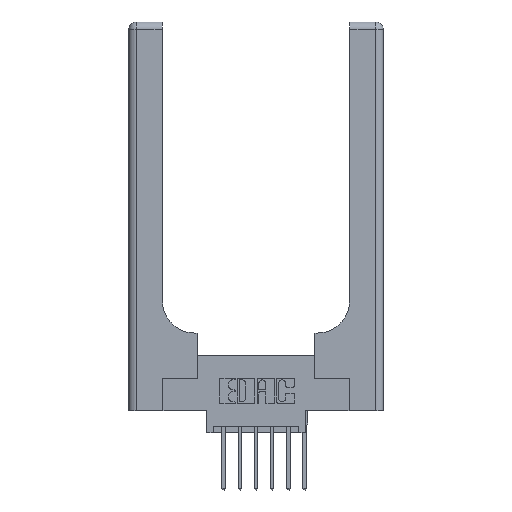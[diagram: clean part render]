
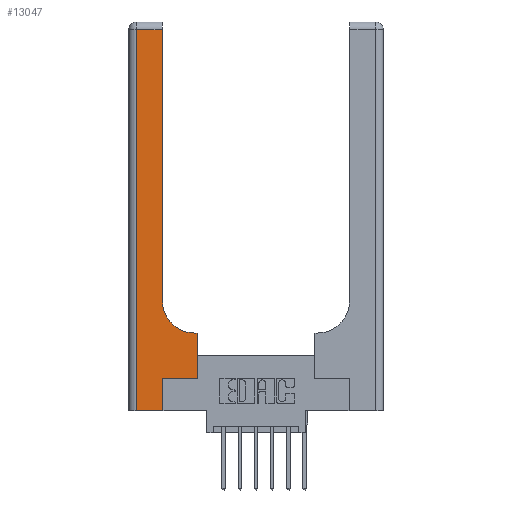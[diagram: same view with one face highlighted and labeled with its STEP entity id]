
A CAD part, top view. The second image highlights one B-rep face of the part: STEP entity #13047.
In plain terms, the highlighted planar face has unit normal (0, 0, 1).
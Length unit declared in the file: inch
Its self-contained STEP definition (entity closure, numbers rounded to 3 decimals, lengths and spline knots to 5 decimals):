
#275 = CARTESIAN_POINT ( 'NONE',  ( 0.26, 2.94, 0.37 ) ) ;
#395 = LINE ( 'NONE', #7738, #2455 ) ;
#618 = LINE ( 'NONE', #8230, #3416 ) ;
#939 = AXIS2_PLACEMENT_3D ( 'NONE', #7285, #11625, #6211 ) ;
#1537 = CARTESIAN_POINT ( 'NONE',  ( 0.26, 3., 0.37 ) ) ;
#1613 = DIRECTION ( 'NONE',  ( -1., 0., 0. ) ) ;
#1848 = EDGE_CURVE ( 'NONE', #4923, #13979, #4470, .T. ) ;
#1921 = CARTESIAN_POINT ( 'NONE',  ( 0.51, 0.85, 0.37 ) ) ;
#2076 = DIRECTION ( 'NONE',  ( 1., 0., 0. ) ) ;
#2165 = DIRECTION ( 'NONE',  ( 1., 0., 0. ) ) ;
#2391 = LINE ( 'NONE', #1537, #4344 ) ;
#2455 = VECTOR ( 'NONE', #12196, 39.37008 ) ;
#2611 = VERTEX_POINT ( 'NONE', #10332 ) ;
#2678 = ORIENTED_EDGE ( 'NONE', *, *, #7841, .T. ) ;
#2750 = VECTOR ( 'NONE', #10357, 39.37008 ) ;
#2925 = ORIENTED_EDGE ( 'NONE', *, *, #1848, .T. ) ;
#2960 = PLANE ( 'NONE',  #939 ) ;
#3372 = VECTOR ( 'NONE', #11331, 39.37008 ) ;
#3416 = VECTOR ( 'NONE', #1613, 39.37008 ) ;
#3494 = DIRECTION ( 'NONE',  ( 1., 0., 0. ) ) ;
#3755 = CARTESIAN_POINT ( 'NONE',  ( 0.528, 0.6, 0.37 ) ) ;
#3771 = LINE ( 'NONE', #5602, #2750 ) ;
#4280 = CARTESIAN_POINT ( 'NONE',  ( 0.265, 0., 0.37 ) ) ;
#4296 = ORIENTED_EDGE ( 'NONE', *, *, #4649, .T. ) ;
#4344 = VECTOR ( 'NONE', #9956, 39.37008 ) ;
#4398 = VERTEX_POINT ( 'NONE', #13940 ) ;
#4470 = LINE ( 'NONE', #6541, #7812 ) ;
#4649 = EDGE_CURVE ( 'NONE', #13590, #4398, #618, .T. ) ;
#4923 = VERTEX_POINT ( 'NONE', #4280 ) ;
#5247 = EDGE_LOOP ( 'NONE', ( #12119, #7915, #12677, #13375, #2925, #2678, #12480, #4296, #6683 ) ) ;
#5399 = VECTOR ( 'NONE', #2165, 39.37008 ) ;
#5602 = CARTESIAN_POINT ( 'NONE',  ( 0.528, 0.25, 0.37 ) ) ;
#5670 = VERTEX_POINT ( 'NONE', #7507 ) ;
#6211 = DIRECTION ( 'NONE',  ( -1., 0., 0. ) ) ;
#6248 = DIRECTION ( 'NONE',  ( 0., 0., -1. ) ) ;
#6268 = VERTEX_POINT ( 'NONE', #13312 ) ;
#6489 = EDGE_CURVE ( 'NONE', #4398, #13975, #14043, .T. ) ;
#6541 = CARTESIAN_POINT ( 'NONE',  ( 0.265, 0., 0.37 ) ) ;
#6683 = ORIENTED_EDGE ( 'NONE', *, *, #6489, .T. ) ;
#6919 = CARTESIAN_POINT ( 'NONE',  ( 0., 2.94, 0.37 ) ) ;
#6983 = LINE ( 'NONE', #6919, #3372 ) ;
#7030 = LINE ( 'NONE', #8902, #11494 ) ;
#7285 = CARTESIAN_POINT ( 'NONE',  ( 0., 3., 0.37 ) ) ;
#7507 = CARTESIAN_POINT ( 'NONE',  ( 0.06, 0., 0.37 ) ) ;
#7738 = CARTESIAN_POINT ( 'NONE',  ( 0.06, 3., 0.37 ) ) ;
#7812 = VECTOR ( 'NONE', #8692, 39.37008 ) ;
#7841 = EDGE_CURVE ( 'NONE', #13979, #6268, #7030, .T. ) ;
#7915 = ORIENTED_EDGE ( 'NONE', *, *, #9236, .T. ) ;
#8230 = CARTESIAN_POINT ( 'NONE',  ( 0.26, 0.6, 0.37 ) ) ;
#8616 = EDGE_CURVE ( 'NONE', #2611, #5670, #395, .T. ) ;
#8692 = DIRECTION ( 'NONE',  ( 0., 1., 0. ) ) ;
#8902 = CARTESIAN_POINT ( 'NONE',  ( 0.265, 0.25, 0.37 ) ) ;
#9038 = EDGE_CURVE ( 'NONE', #5670, #4923, #10908, .T. ) ;
#9082 = CARTESIAN_POINT ( 'NONE',  ( 0.26, 0.85, 0.37 ) ) ;
#9236 = EDGE_CURVE ( 'NONE', #10943, #2611, #6983, .T. ) ;
#9424 = FACE_OUTER_BOUND ( 'NONE', #5247, .T. ) ;
#9956 = DIRECTION ( 'NONE',  ( 0., 1., 0. ) ) ;
#9997 = CARTESIAN_POINT ( 'NONE',  ( 0., 0., 0.37 ) ) ;
#10022 = CARTESIAN_POINT ( 'NONE',  ( 0.265, 0.25, 0.37 ) ) ;
#10332 = CARTESIAN_POINT ( 'NONE',  ( 0.06, 2.94, 0.37 ) ) ;
#10357 = DIRECTION ( 'NONE',  ( 0., 1., 0. ) ) ;
#10908 = LINE ( 'NONE', #9997, #5399 ) ;
#10943 = VERTEX_POINT ( 'NONE', #275 ) ;
#11331 = DIRECTION ( 'NONE',  ( -1., 0., 0. ) ) ;
#11494 = VECTOR ( 'NONE', #3494, 39.37008 ) ;
#11625 = DIRECTION ( 'NONE',  ( 0., 0., -1. ) ) ;
#11741 = AXIS2_PLACEMENT_3D ( 'NONE', #1921, #6248, #2076 ) ;
#12119 = ORIENTED_EDGE ( 'NONE', *, *, #12799, .T. ) ;
#12196 = DIRECTION ( 'NONE',  ( 0., -1., 0. ) ) ;
#12369 = EDGE_CURVE ( 'NONE', #6268, #13590, #3771, .T. ) ;
#12480 = ORIENTED_EDGE ( 'NONE', *, *, #12369, .T. ) ;
#12677 = ORIENTED_EDGE ( 'NONE', *, *, #8616, .T. ) ;
#12799 = EDGE_CURVE ( 'NONE', #13975, #10943, #2391, .T. ) ;
#13047 = ADVANCED_FACE ( 'NONE', ( #9424 ), #2960, .F. ) ;
#13312 = CARTESIAN_POINT ( 'NONE',  ( 0.528, 0.25, 0.37 ) ) ;
#13375 = ORIENTED_EDGE ( 'NONE', *, *, #9038, .T. ) ;
#13590 = VERTEX_POINT ( 'NONE', #3755 ) ;
#13940 = CARTESIAN_POINT ( 'NONE',  ( 0.51, 0.6, 0.37 ) ) ;
#13975 = VERTEX_POINT ( 'NONE', #9082 ) ;
#13979 = VERTEX_POINT ( 'NONE', #10022 ) ;
#14043 = CIRCLE ( 'NONE', #11741, 0.25 ) ;
